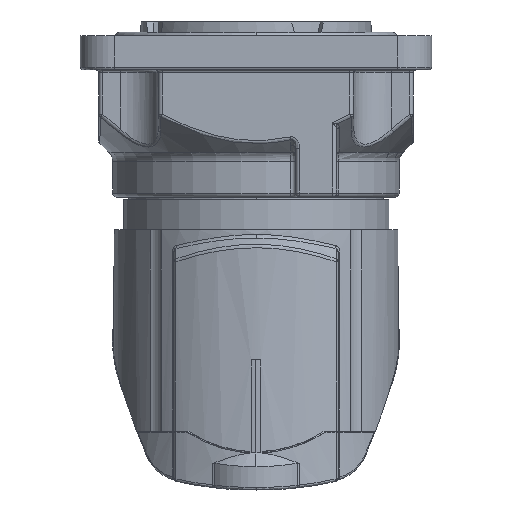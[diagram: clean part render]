
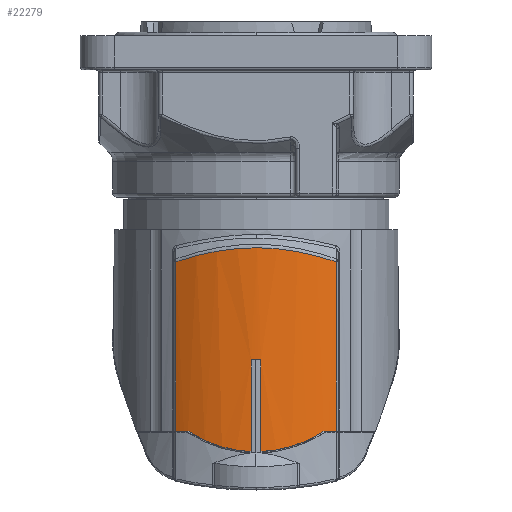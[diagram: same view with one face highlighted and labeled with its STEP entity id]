
A CAD part, front view. The second image highlights one B-rep face of the part: STEP entity #22279.
In plain terms, the highlighted cylindrical face has radius 11.484 mm (diameter 22.967 mm), a partial arc.
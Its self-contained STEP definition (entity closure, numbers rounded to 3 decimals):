
#1154=CARTESIAN_POINT('',(-0.364,-31.478,
-8.293));
#1228=CARTESIAN_POINT('',(0.364,-31.478,
-8.293));
#1977=CARTESIAN_POINT('',(0.,-20.,-1.6));
#1978=DIRECTION('',(0.,0.,1.));
#1979=DIRECTION('',(-0.032,-0.999,0.));
#1980=AXIS2_PLACEMENT_3D('',#1977,#1978,#1979);
#1982=DIRECTION('',(0.,0.,1.));
#1983=VECTOR('',#1982,6.693);
#1984=CARTESIAN_POINT('',(-0.364,-31.478,
-8.293));
#1985=LINE('',#1984,#1983);
#1986=CARTESIAN_POINT('',(-4.97,-30.352,-6.8));
#1987=CARTESIAN_POINT('',(-4.804,-30.432,
-6.91));
#1988=CARTESIAN_POINT('',(-4.471,-30.582,
-7.116));
#1989=CARTESIAN_POINT('',(-3.964,-30.782,
-7.385));
#1990=CARTESIAN_POINT('',(-3.453,-30.956,
-7.616));
#1991=CARTESIAN_POINT('',(-2.939,-31.105,
-7.811));
#1992=CARTESIAN_POINT('',(-2.425,-31.229,
-7.972));
#1993=CARTESIAN_POINT('',(-1.909,-31.328,
-8.1));
#1994=CARTESIAN_POINT('',(-1.394,-31.403,
-8.196));
#1995=CARTESIAN_POINT('',(-0.879,-31.454,
-8.262));
#1996=CARTESIAN_POINT('',(-0.535,-31.472,
-8.286));
#1997=CARTESIAN_POINT('',(-0.364,-31.478,
-8.293));
#1999=CARTESIAN_POINT('',(0.,-20.,-6.8));
#2000=DIRECTION('',(0.,0.,1.));
#2001=DIRECTION('',(-0.51,-0.86,0.));
#2002=AXIS2_PLACEMENT_3D('',#1999,#2000,#2001);
#2004=CARTESIAN_POINT('',(-5.853,-29.88,
5.578));
#2005=CARTESIAN_POINT('',(-5.622,-30.017,
5.653));
#2006=CARTESIAN_POINT('',(-5.158,-30.27,
5.798));
#2007=CARTESIAN_POINT('',(-4.454,-30.594,
5.998));
#2008=CARTESIAN_POINT('',(-3.753,-30.861,
6.171));
#2009=CARTESIAN_POINT('',(-3.06,-31.076,
6.315));
#2010=CARTESIAN_POINT('',(-2.372,-31.243,
6.431));
#2011=CARTESIAN_POINT('',(-1.689,-31.366,
6.517));
#2012=CARTESIAN_POINT('',(-1.011,-31.446,
6.574));
#2013=CARTESIAN_POINT('',(-0.336,-31.485,
6.602));
#2014=CARTESIAN_POINT('',(0.339,-31.485,
6.602));
#2015=CARTESIAN_POINT('',(1.015,-31.445,6.574));
#2016=CARTESIAN_POINT('',(1.693,-31.365,6.516));
#2017=CARTESIAN_POINT('',(2.375,-31.243,6.43));
#2018=CARTESIAN_POINT('',(3.062,-31.076,6.315));
#2019=CARTESIAN_POINT('',(3.756,-30.86,6.17));
#2020=CARTESIAN_POINT('',(4.456,-30.593,5.997));
#2021=CARTESIAN_POINT('',(5.158,-30.27,5.798));
#2022=CARTESIAN_POINT('',(5.622,-30.017,5.653));
#2023=CARTESIAN_POINT('',(5.853,-29.88,5.578));
#2025=DIRECTION('',(0.,0.,-1.));
#2026=VECTOR('',#2025,12.378);
#2027=CARTESIAN_POINT('',(5.853,-29.88,5.578));
#2028=LINE('',#2027,#2026);
#2029=CARTESIAN_POINT('',(0.,-20.,-6.8));
#2030=DIRECTION('',(0.,0.,1.));
#2031=DIRECTION('',(0.433,-0.901,0.));
#2032=AXIS2_PLACEMENT_3D('',#2029,#2030,#2031);
#2034=CARTESIAN_POINT('',(0.364,-31.478,
-8.293));
#2035=CARTESIAN_POINT('',(0.535,-31.472,
-8.286));
#2036=CARTESIAN_POINT('',(0.879,-31.454,
-8.262));
#2037=CARTESIAN_POINT('',(1.394,-31.403,
-8.196));
#2038=CARTESIAN_POINT('',(1.909,-31.328,
-8.1));
#2039=CARTESIAN_POINT('',(2.425,-31.229,
-7.972));
#2040=CARTESIAN_POINT('',(2.939,-31.105,
-7.811));
#2041=CARTESIAN_POINT('',(3.453,-30.956,
-7.616));
#2042=CARTESIAN_POINT('',(3.964,-30.782,
-7.385));
#2043=CARTESIAN_POINT('',(4.471,-30.582,
-7.116));
#2044=CARTESIAN_POINT('',(4.804,-30.432,
-6.91));
#2045=CARTESIAN_POINT('',(4.97,-30.352,-6.8));
#2047=DIRECTION('',(0.,0.,1.));
#2048=VECTOR('',#2047,6.693);
#2049=CARTESIAN_POINT('',(0.364,-31.478,
-8.293));
#2050=LINE('',#2049,#2048);
#2587=DIRECTION('',(0.,0.,-1.));
#2588=VECTOR('',#2587,12.378);
#2589=CARTESIAN_POINT('',(-5.853,-29.88,
5.578));
#2590=LINE('',#2589,#2588);
#17306=CARTESIAN_POINT('',(5.853,-29.88,-6.8));
#17308=VERTEX_POINT('',#17306);
#17309=CARTESIAN_POINT('',(-5.853,-29.88,-6.8));
#17311=VERTEX_POINT('',#17309);
#17319=CARTESIAN_POINT('',(-4.97,-30.352,-6.8));
#17320=VERTEX_POINT('',#17319);
#17321=CARTESIAN_POINT('',(4.97,-30.352,-6.8));
#17322=VERTEX_POINT('',#17321);
#17376=CARTESIAN_POINT('',(-5.853,-29.88,
5.578));
#17377=VERTEX_POINT('',#17376);
#17379=VERTEX_POINT('',#2023);
#19000=VERTEX_POINT('',#1154);
#19002=VERTEX_POINT('',#1228);
#19003=CARTESIAN_POINT('',(-0.364,-31.478,-1.6));
#19004=CARTESIAN_POINT('',(0.364,-31.478,-1.6));
#19005=VERTEX_POINT('',#19003);
#19006=VERTEX_POINT('',#19004);
#22257=CARTESIAN_POINT('',(0.,-20.,-17.15));
#22258=DIRECTION('',(0.,0.,1.));
#22259=DIRECTION('',(0.,1.,0.));
#22260=AXIS2_PLACEMENT_3D('',#22257,#22258,#22259);
#22261=CYLINDRICAL_SURFACE('',#22260,11.484);
#22263=ORIENTED_EDGE('',*,*,#22262,.F.);
#22264=ORIENTED_EDGE('',*,*,#21476,.F.);
#22265=ORIENTED_EDGE('',*,*,#21509,.F.);
#22267=ORIENTED_EDGE('',*,*,#22266,.F.);
#22269=ORIENTED_EDGE('',*,*,#22268,.F.);
#22271=ORIENTED_EDGE('',*,*,#22270,.T.);
#22273=ORIENTED_EDGE('',*,*,#22272,.T.);
#22274=ORIENTED_EDGE('',*,*,#22234,.F.);
#22275=ORIENTED_EDGE('',*,*,#21502,.F.);
#22276=ORIENTED_EDGE('',*,*,#21531,.T.);
#22277=EDGE_LOOP('',(#22263,#22264,#22265,#22267,#22269,#22271,#22273,#22274,
#22275,#22276));
#22278=FACE_OUTER_BOUND('',#22277,.F.);
#22279=ADVANCED_FACE('',(#22278),#22261,.T.);
#1981=CIRCLE('',#1980,11.484);
#1998=B_SPLINE_CURVE_WITH_KNOTS('',3,(#1986,#1987,#1988,#1989,#1990,#1991,#1992,
#1993,#1994,#1995,#1996,#1997),.UNSPECIFIED.,.F.,.F.,(4,1,1,1,1,1,1,1,1,4),
(0.,0.111,0.222,0.333,0.444,
0.556,0.667,0.778,0.889,1.),
.UNSPECIFIED.);
#2003=CIRCLE('',#2002,11.484);
#2024=B_SPLINE_CURVE_WITH_KNOTS('',3,(#2004,#2005,#2006,#2007,#2008,#2009,#2010,
#2011,#2012,#2013,#2014,#2015,#2016,#2017,#2018,#2019,#2020,#2021,#2022,#2023),
.UNSPECIFIED.,.F.,.F.,(4,1,1,1,1,1,1,1,1,1,1,1,1,1,1,1,1,4),(0.,
0.059,0.118,0.176,0.235,
0.294,0.353,0.412,0.471,
0.529,0.588,0.647,0.706,
0.765,0.824,0.882,0.941,1.),
.UNSPECIFIED.);
#2033=CIRCLE('',#2032,11.484);
#2046=B_SPLINE_CURVE_WITH_KNOTS('',3,(#2034,#2035,#2036,#2037,#2038,#2039,#2040,
#2041,#2042,#2043,#2044,#2045),.UNSPECIFIED.,.F.,.F.,(4,1,1,1,1,1,1,1,1,4),
(0.,0.111,0.222,0.333,0.444,
0.556,0.667,0.778,0.889,1.),
.UNSPECIFIED.);
#21476=EDGE_CURVE('',#19000,#19005,#1985,.T.);
#21502=EDGE_CURVE('',#19002,#17322,#2046,.T.);
#21509=EDGE_CURVE('',#17320,#19000,#1998,.T.);
#21531=EDGE_CURVE('',#19002,#19006,#2050,.T.);
#22234=EDGE_CURVE('',#17322,#17308,#2033,.T.);
#22262=EDGE_CURVE('',#19005,#19006,#1981,.T.);
#22266=EDGE_CURVE('',#17311,#17320,#2003,.T.);
#22268=EDGE_CURVE('',#17377,#17311,#2590,.T.);
#22270=EDGE_CURVE('',#17377,#17379,#2024,.T.);
#22272=EDGE_CURVE('',#17379,#17308,#2028,.T.);
